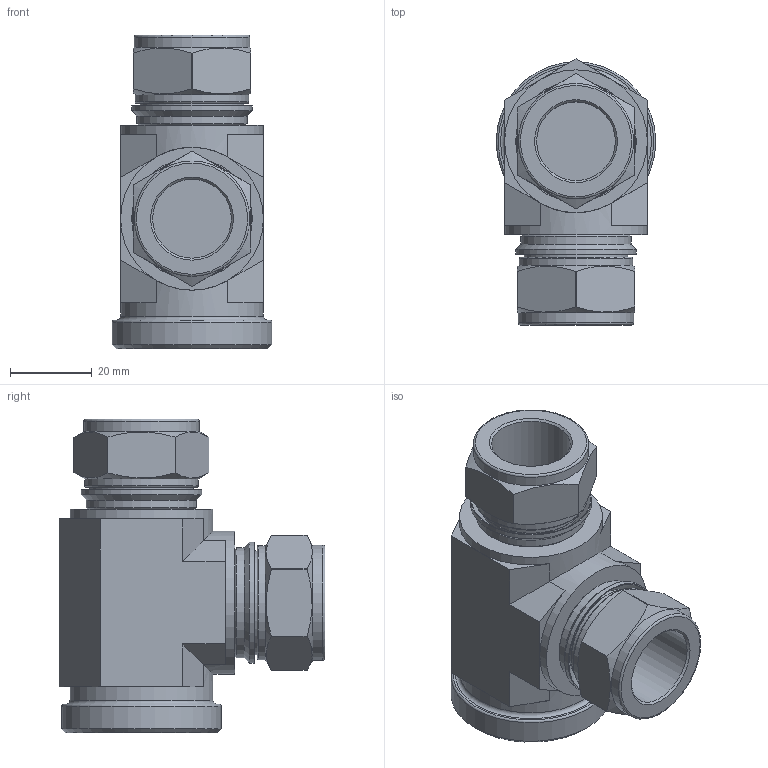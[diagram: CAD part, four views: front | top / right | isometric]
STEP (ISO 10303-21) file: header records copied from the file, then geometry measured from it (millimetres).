
FILE_DESCRIPTION(/* description */ (''),/* implementation_level */ '2;1');
FILE_NAME(/* name */ 'SFRTI-12-12N.stp',/* time_stamp */ '2022-05-03T16:39:43+09:00',/* author */ ('user'),/* organization */ (''),/* preprocessor_version */ 'ST-DEVELOPER v18.1',/* originating_system */ 'Autodesk Inventor 2022',/* authorisation */ '');
FILE_SCHEMA (('AUTOMOTIVE_DESIGN { 1 0 10303 214 3 1 1 }'));
Length unit declared in the file: millimetre
Products named in the file (1): SFRT-12-12N
Bounding box: 39 x 65.02 x 76.67 mm (x, y, z)
Volume: 71702.7 mm3; surface area: 20660.4 mm2
Topology: 1 solids, 1 shells, 112 faces, 251 edges, 153 vertices
Faces by surface type: plane 53, cylinder 33, cone 20, torus 6
Full cylindrical faces by diameter (mm): 19.25 x2, 23.15 x1, 23.8 x2, 24.2 x2, 25.4 x2, 26.9 x2, 27.8 x2, 28.2 x2, 29.5 x2, 34.9 x3, 39 x1
Entity records: 3119 total; most frequent: CARTESIAN_POINT 565, DIRECTION 564, ORIENTED_EDGE 502, EDGE_CURVE 251, AXIS2_PLACEMENT_3D 224, VERTEX_POINT 153, EDGE_LOOP 124, LINE 116
